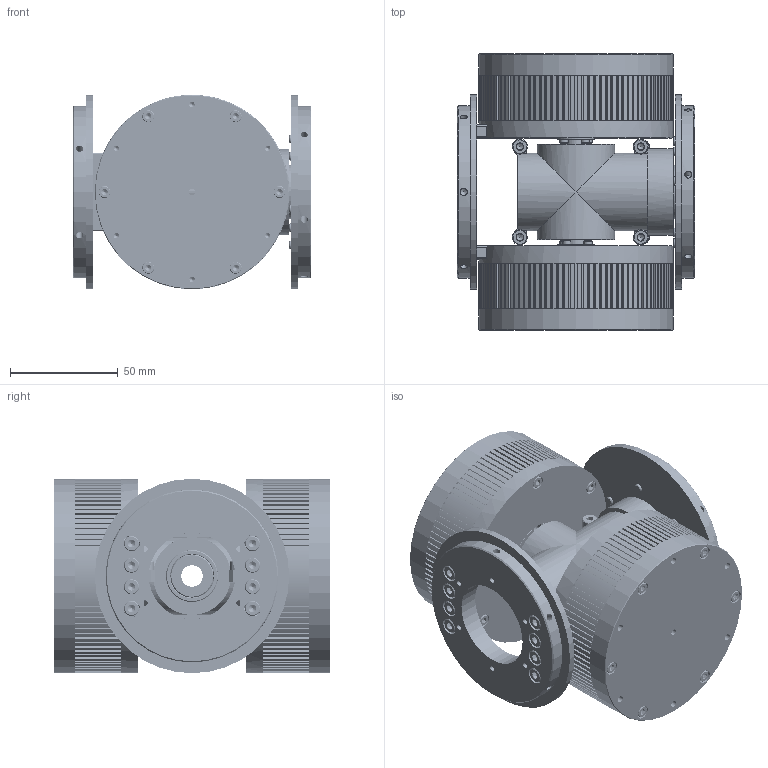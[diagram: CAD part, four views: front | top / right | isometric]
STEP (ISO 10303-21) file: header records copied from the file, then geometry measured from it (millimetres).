
FILE_DESCRIPTION(('FreeCAD Model'),'2;1');
FILE_NAME('Open CASCADE Shape Model','2024-03-19T15:48:19',(''),(''), 'Open CASCADE STEP processor 7.6','FreeCAD','Unknown');
FILE_SCHEMA(('AUTOMOTIVE_DESIGN { 1 0 10303 214 1 1 1 1 }'));
Length unit declared in the file: millimetre
Products named in the file (42): RV90; RV90-A1(12); RV90-KGTS1.0-2525-10(12)002; RV90-KGTS1.0-2525-10(12)001; RV90-KGTS1.0-2525-10-2(12); RV90-6804(12)019; RV90-6804(12); RV90-6804(12)001; RV90-A2(12); RV90-6804(12)039; RV90-6804(12)059; RV110-KGTS1.0-2525-10-3(12); RV90-6804(12)079; RV90-A3(12); RV90-CB 2008G1(12)005; RV90-CB 2008G1(12); RV90-A4(12); RV90-A5(12); RV90-A6(12); RV90-CSH-STN-M4-6_214(12); RV90-CSH-STN-M4-8_214(12); RO60-BSR32(2Ãà¼öÁ÷)151; RO60-BSR32(2Ãà¼öÁ÷)089; RO60-BSR32(2Ãà¼öÁ÷)091; RO60-BSR32(2Ãà¼öÁ÷)092; RO60-BSR32(2Ãà¼öÁ÷)121; RO60-BSR32(2Ãà¼öÁ÷)122; RO60-BSR32(2Ãà¼öÁ÷)123; RO60-BSR32(2Ãà¼öÁ÷)124; RO60-BSR32(2Ãà¼öÁ÷)125; RO60-BSR32(2Ãà¼öÁ÷)126; RO60-BSR32(2Ãà¼öÁ÷)141; RO60-BSR32(2Ãà¼öÁ÷)144; RO60-BSR32(2Ãà¼öÁ÷)145; RO60-BSR32(2Ãà¼öÁ÷)146; RO60-BSR32(2Ãà¼öÁ÷)147; RO60-BSR32(2Ãà¼öÁ÷)148; RO60-BSR32(2Ãà¼öÁ÷)149; RO60-BSR32(2Ãà¼öÁ÷)150; RV90-CSH-ST-M2-6_CSH-ST-M2-4 ...
Assembly tree (87 placements, depth 3):
  RV90
    RV90-A1(12)  x2
    RV90-KGTS1.0-2525-10(12)002
      RV90-KGTS1.0-2525-10(12)001
    RV90-KGTS1.0-2525-10-2(12)
    RV90-6804(12)019
      RV90-6804(12)
      RV90-6804(12)001
    RV90-A2(12)
    RV90-6804(12)039
      RV90-6804(12)
      RV90-6804(12)001
    RV90-6804(12)059
      RV90-6804(12)
    RV110-KGTS1.0-2525-10-3(12)
    RV90-6804(12)079
      RV90-6804(12)
      RV90-6804(12)001
    RV90-A3(12)
    RV90-CB 2008G1(12)005
      RV90-CB 2008G1(12)
    RV90-A4(12)
    RV90-A5(12)
    RV90-A6(12)
    RV90-CSH-STN-M4-6_214(12)  x10
    RV90-CSH-STN-M4-8_214(12)  x8
    RO60-BSR32(2Ãà¼öÁ÷)151
      RO60-BSR32(2Ãà¼öÁ÷)089
      RO60-BSR32(2Ãà¼öÁ÷)091
      RO60-BSR32(2Ãà¼öÁ÷)092
      RO60-BSR32(2Ãà¼öÁ÷)121
      RO60-BSR32(2Ãà¼öÁ÷)122
      RO60-BSR32(2Ãà¼öÁ÷)123
      RO60-BSR32(2Ãà¼öÁ÷)124
      RO60-BSR32(2Ãà¼öÁ÷)125
      RO60-BSR32(2Ãà¼öÁ÷)126
      RO60-BSR32(2Ãà¼öÁ÷)141
      RO60-BSR32(2Ãà¼öÁ÷)144
      RO60-BSR32(2Ãà¼öÁ÷)145
      RO60-BSR32(2Ãà¼öÁ÷)146
      RO60-BSR32(2Ãà¼öÁ÷)147
      RO60-BSR32(2Ãà¼öÁ÷)148
      RO60-BSR32(2Ãà¼öÁ÷)149
      RO60-BSR32(2Ãà¼öÁ÷)150
    RV90-CSH-ST-M2-6_CSH-ST-M2-4  x8
    RO60-BSR32(2Ãà¼öÁ÷)303
      RO60-BSR32(2Ãà¼öÁ÷)089
      RO60-BSR32(2Ãà¼öÁ÷)091
      RO60-BSR32(2Ãà¼öÁ÷)092
      RO60-BSR32(2Ãà¼öÁ÷)121
      RO60-BSR32(2Ãà¼öÁ÷)122
      RO60-BSR32(2Ãà¼öÁ÷)123
      RO60-BSR32(2Ãà¼öÁ÷)124
      RO60-BSR32(2Ãà¼öÁ÷)125
      RO60-BSR32(2Ãà¼öÁ÷)126
      RO60-BSR32(2Ãà¼öÁ÷)141
      RO60-BSR32(2Ãà¼öÁ÷)144
      RO60-BSR32(2Ãà¼öÁ÷)145
      RO60-BSR32(2Ãà¼öÁ÷)146
      RO60-BSR32(2Ãà¼öÁ÷)147
Bounding box: 110 x 128 x 90 mm (x, y, z)
Volume: 135432.5 mm3; surface area: 231832 mm2
Topology: 45 solids, 79 shells, 3014 faces, 8061 edges, 5141 vertices
Faces by surface type: plane 1389, cylinder 724, cone 630, torus 174, sphere 58, bspline 39
Full cylindrical faces by diameter (mm): 2 x8, 2.2 x8, 2.3 x8, 2.5 x52, 3 x26, 3.2 x40, 3.242 x3, 3.3 x26, 3.8 x8, 4 x20, 4.3 x14, 5 x2, 5.5 x24, 6.5 x24, 7 x20, 8 x16, 9 x2, 9.8 x2, 10 x7, 11 x2, 12.8 x2, 13 x3, 15 x1, 17 x5, 17.3 x2, 19 x4, 20 x8, 20.2 x1, 21 x6, 23 x4
Entity records: 53400 total; most frequent: CARTESIAN_POINT 14704, ORIENTED_EDGE 7648, DIRECTION 6876, EDGE_CURVE 3845, AXIS2_PLACEMENT_3D 2649, VERTEX_POINT 2547, FACE_BOUND 1814, EDGE_LOOP 1785
